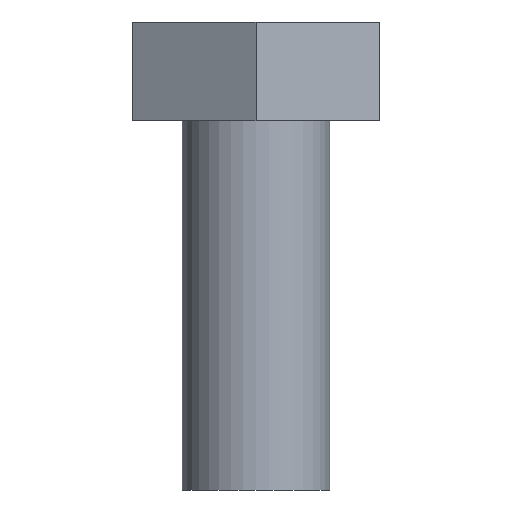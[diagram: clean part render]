
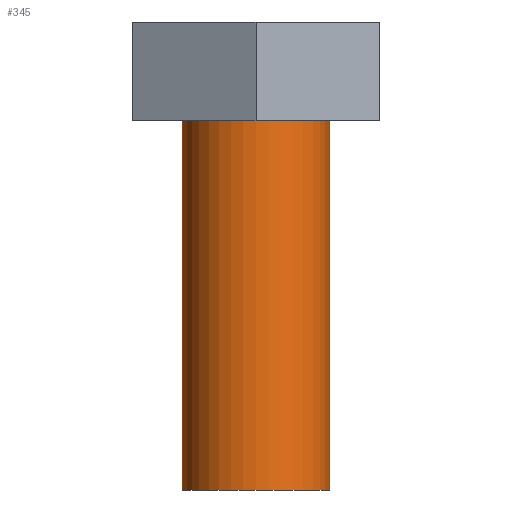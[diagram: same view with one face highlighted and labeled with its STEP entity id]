
A CAD part, front view. The second image highlights one B-rep face of the part: STEP entity #345.
In plain terms, the highlighted cylindrical face has radius 3 mm (diameter 6 mm), a partial arc.
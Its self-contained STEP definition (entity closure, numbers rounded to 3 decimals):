
#3 = EDGE_CURVE ( 'NONE', #290, #314, #326, .T. ) ;
#290 = VERTEX_POINT ( 'NONE', #836 ) ;
#292 = EDGE_CURVE ( 'NONE', #311, #290, #835, .T. ) ;
#310 = VERTEX_POINT ( 'NONE', #859 ) ;
#311 = VERTEX_POINT ( 'NONE', #858 ) ;
#313 = EDGE_CURVE ( 'NONE', #310, #314, #857, .T. ) ;
#314 = VERTEX_POINT ( 'NONE', #853 ) ;
#325 = AXIS2_PLACEMENT_3D ( 'NONE', #391, #390, #389 ) ;
#326 = CIRCLE ( 'NONE', #325, 3. ) ;
#333 = EDGE_CURVE ( 'NONE', #311, #310, #900, .T. ) ;
#334 = ORIENTED_EDGE ( 'NONE', *, *, #292, .T. ) ;
#335 = ORIENTED_EDGE ( 'NONE', *, *, #3, .T. ) ;
#343 = ORIENTED_EDGE ( 'NONE', *, *, #333, .F. ) ;
#344 = EDGE_LOOP ( 'NONE', ( #351, #343, #334, #335 ) ) ;
#345 = ADVANCED_FACE ( 'NONE', ( #883 ), #882, .T. ) ;
#351 = ORIENTED_EDGE ( 'NONE', *, *, #313, .F. ) ;
#389 = DIRECTION ( 'NONE',  ( 1., 0., 0. ) ) ;
#390 = DIRECTION ( 'NONE',  ( 0., 0., -1. ) ) ;
#391 = CARTESIAN_POINT ( 'NONE',  ( 0., 0., 0. ) ) ;
#832 = DIRECTION ( 'NONE',  ( 0., 0., 1. ) ) ;
#833 = VECTOR ( 'NONE', #832, 1000. ) ;
#834 = CARTESIAN_POINT ( 'NONE',  ( 3., 0., -15. ) ) ;
#835 = LINE ( 'NONE', #834, #833 ) ;
#836 = CARTESIAN_POINT ( 'NONE',  ( 3., 0., 0. ) ) ;
#853 = CARTESIAN_POINT ( 'NONE',  ( -3., 0., 0. ) ) ;
#854 = DIRECTION ( 'NONE',  ( 0., 0., 1. ) ) ;
#855 = VECTOR ( 'NONE', #854, 1000. ) ;
#856 = CARTESIAN_POINT ( 'NONE',  ( -3., 0., -15. ) ) ;
#857 = LINE ( 'NONE', #856, #855 ) ;
#858 = CARTESIAN_POINT ( 'NONE',  ( 3., 0., -15. ) ) ;
#859 = CARTESIAN_POINT ( 'NONE',  ( -3., 0., -15. ) ) ;
#878 = DIRECTION ( 'NONE',  ( 1., 0., 0. ) ) ;
#879 = DIRECTION ( 'NONE',  ( 0., 0., 1. ) ) ;
#880 = AXIS2_PLACEMENT_3D ( 'NONE', #888, #879, #878 ) ;
#882 = CYLINDRICAL_SURFACE ( 'NONE', #880, 3. ) ;
#883 = FACE_OUTER_BOUND ( 'NONE', #344, .T. ) ;
#888 = CARTESIAN_POINT ( 'NONE',  ( 0., 0., -15. ) ) ;
#896 = DIRECTION ( 'NONE',  ( -1., 0., 0. ) ) ;
#897 = DIRECTION ( 'NONE',  ( 0., 0., -1. ) ) ;
#898 = CARTESIAN_POINT ( 'NONE',  ( 0., 0., -15. ) ) ;
#899 = AXIS2_PLACEMENT_3D ( 'NONE', #898, #897, #896 ) ;
#900 = CIRCLE ( 'NONE', #899, 3. ) ;
